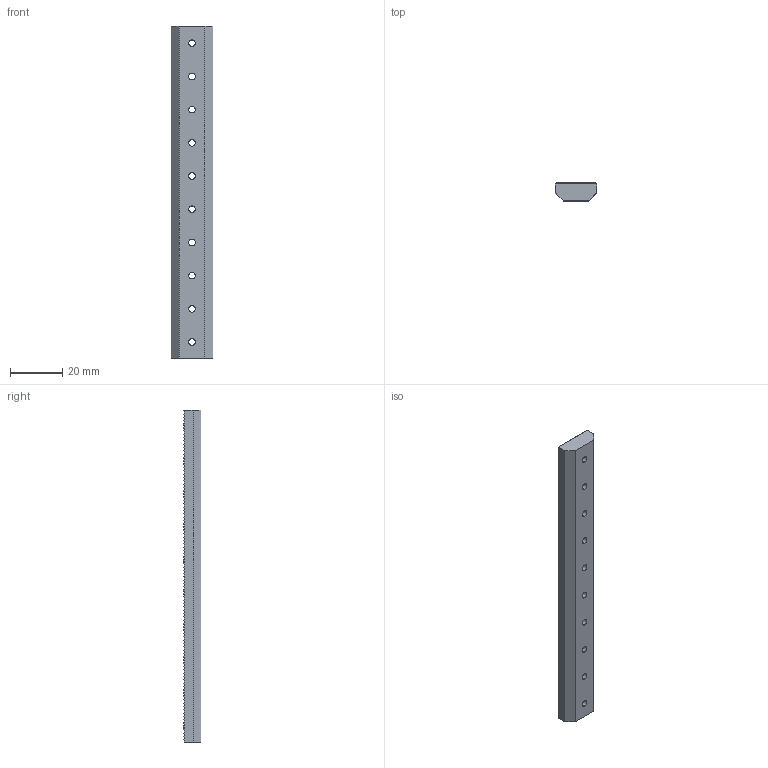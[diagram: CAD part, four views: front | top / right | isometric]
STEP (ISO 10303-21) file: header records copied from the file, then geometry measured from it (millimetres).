
FILE_DESCRIPTION (( 'STEP AP214' ), '1' );
FILE_NAME ('Tetrix rack.step', '2017-10-17T01:16:43', ( '' ), ( '' ), 'SwSTEP 2.0', 'SolidWorks 2017', '' );
FILE_SCHEMA (( 'AUTOMOTIVE_DESIGN' ));
Length unit declared in the file: inch
Products named in the file (1): Tetrix rack
Bounding box: 15.75 x 6.73 x 127 mm (x, y, z)
Volume: 11475.7 mm3; surface area: 6255.2 mm2
Topology: 1 solids, 1 shells, 577 faces, 1355 edges, 770 vertices
Faces by surface type: plane 557, cylinder 20
Entity records: 15769 total; most frequent: CARTESIAN_POINT 3003, ORIENTED_EDGE 2710, DIRECTION 2471, EDGE_CURVE 1355, LINE 1195, VECTOR 1195, VERTEX_POINT 770, AXIS2_PLACEMENT_3D 638
